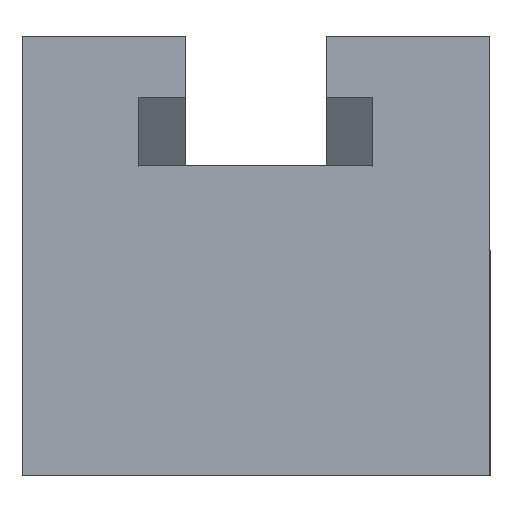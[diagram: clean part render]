
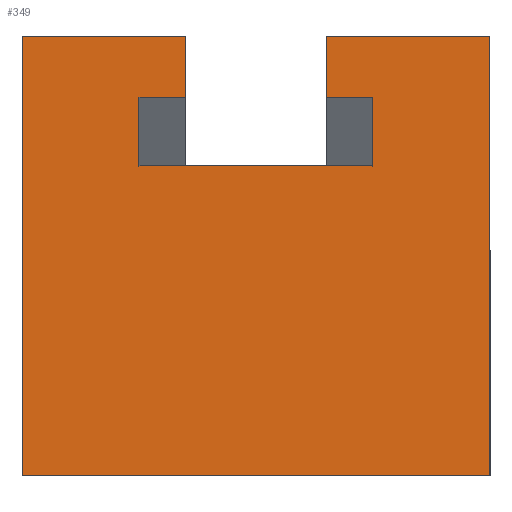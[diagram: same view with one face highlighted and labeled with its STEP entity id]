
A CAD part, left-side view. The second image highlights one B-rep face of the part: STEP entity #349.
In plain terms, the highlighted planar face has unit normal (-1, 0, 0).
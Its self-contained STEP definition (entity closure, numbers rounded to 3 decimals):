
#70=CARTESIAN_POINT('Vertex',(-100.,-50.,-94.)) ;
#73=CARTESIAN_POINT('Line Origine',(-100.,0.,-94.)) ;
#77=CARTESIAN_POINT('Vertex',(-100.,50.,-94.)) ;
#104=CARTESIAN_POINT('Line Origine',(-100.,50.,-47.)) ;
#108=CARTESIAN_POINT('Vertex',(-100.,50.,0.)) ;
#128=CARTESIAN_POINT('Line Origine',(-100.,-50.,-47.)) ;
#132=CARTESIAN_POINT('Vertex',(-100.,-50.,0.)) ;
#163=CARTESIAN_POINT('Vertex',(-100.,-15.,0.)) ;
#168=CARTESIAN_POINT('Line Origine',(-100.,-32.5,0.)) ;
#191=CARTESIAN_POINT('Vertex',(-100.,15.,0.)) ;
#199=CARTESIAN_POINT('Line Origine',(-100.,32.5,0.)) ;
#220=CARTESIAN_POINT('Vertex',(-100.,-15.,-13.068)) ;
#225=CARTESIAN_POINT('Line Origine',(-100.,-15.,-6.534)) ;
#247=CARTESIAN_POINT('Line Origine',(-100.,-20.,-13.068)) ;
#251=CARTESIAN_POINT('Vertex',(-100.,-25.,-13.068)) ;
#282=CARTESIAN_POINT('Vertex',(-100.,15.,-13.068)) ;
#292=CARTESIAN_POINT('Line Origine',(-100.,15.,-6.534)) ;
#304=CARTESIAN_POINT('Axis2P3D Location',(-100.,-50.,0.)) ;
#309=CARTESIAN_POINT('Line Origine',(-100.,-25.,-20.387)) ;
#313=CARTESIAN_POINT('Vertex',(-100.,-25.,-27.705)) ;
#316=CARTESIAN_POINT('Line Origine',(-100.,0.,-27.705)) ;
#320=CARTESIAN_POINT('Vertex',(-100.,25.,-27.705)) ;
#323=CARTESIAN_POINT('Line Origine',(-100.,25.,-20.387)) ;
#327=CARTESIAN_POINT('Vertex',(-100.,25.,-13.068)) ;
#330=CARTESIAN_POINT('Line Origine',(-100.,20.,-13.068)) ;
#74=DIRECTION('Vector Direction',(0.,1.,0.)) ;
#105=DIRECTION('Vector Direction',(0.,0.,-1.)) ;
#129=DIRECTION('Vector Direction',(0.,0.,-1.)) ;
#169=DIRECTION('Vector Direction',(0.,1.,0.)) ;
#200=DIRECTION('Vector Direction',(0.,1.,0.)) ;
#226=DIRECTION('Vector Direction',(0.,0.,-1.)) ;
#248=DIRECTION('Vector Direction',(0.,-1.,0.)) ;
#293=DIRECTION('Vector Direction',(0.,0.,-1.)) ;
#305=DIRECTION('Axis2P3D Direction',(-1.,0.,0.)) ;
#306=DIRECTION('Axis2P3D XDirection',(0.,1.,0.)) ;
#310=DIRECTION('Vector Direction',(0.,0.,-1.)) ;
#317=DIRECTION('Vector Direction',(0.,1.,0.)) ;
#324=DIRECTION('Vector Direction',(0.,0.,-1.)) ;
#331=DIRECTION('Vector Direction',(0.,1.,0.)) ;
#307=AXIS2_PLACEMENT_3D('Plane Axis2P3D',#304,#305,#306) ;
#336=ORIENTED_EDGE('',*,*,#296,.F.) ;
#337=ORIENTED_EDGE('',*,*,#203,.T.) ;
#338=ORIENTED_EDGE('',*,*,#110,.T.) ;
#339=ORIENTED_EDGE('',*,*,#79,.T.) ;
#340=ORIENTED_EDGE('',*,*,#134,.F.) ;
#341=ORIENTED_EDGE('',*,*,#172,.T.) ;
#342=ORIENTED_EDGE('',*,*,#229,.T.) ;
#343=ORIENTED_EDGE('',*,*,#253,.T.) ;
#344=ORIENTED_EDGE('',*,*,#315,.F.) ;
#345=ORIENTED_EDGE('',*,*,#322,.T.) ;
#346=ORIENTED_EDGE('',*,*,#329,.T.) ;
#347=ORIENTED_EDGE('',*,*,#334,.F.) ;
#75=VECTOR('Line Direction',#74,1.) ;
#106=VECTOR('Line Direction',#105,1.) ;
#130=VECTOR('Line Direction',#129,1.) ;
#170=VECTOR('Line Direction',#169,1.) ;
#201=VECTOR('Line Direction',#200,1.) ;
#227=VECTOR('Line Direction',#226,1.) ;
#249=VECTOR('Line Direction',#248,1.) ;
#294=VECTOR('Line Direction',#293,1.) ;
#311=VECTOR('Line Direction',#310,1.) ;
#318=VECTOR('Line Direction',#317,1.) ;
#325=VECTOR('Line Direction',#324,1.) ;
#332=VECTOR('Line Direction',#331,1.) ;
#349=ADVANCED_FACE('Body.2',(#348),#308,.T.) ;
#79=EDGE_CURVE('',#78,#71,#76,.F.) ;
#110=EDGE_CURVE('',#109,#78,#107,.T.) ;
#134=EDGE_CURVE('',#133,#71,#131,.T.) ;
#172=EDGE_CURVE('',#133,#164,#171,.T.) ;
#203=EDGE_CURVE('',#192,#109,#202,.T.) ;
#229=EDGE_CURVE('',#164,#221,#228,.T.) ;
#253=EDGE_CURVE('',#221,#252,#250,.T.) ;
#296=EDGE_CURVE('',#192,#283,#295,.T.) ;
#315=EDGE_CURVE('',#314,#252,#312,.F.) ;
#322=EDGE_CURVE('',#314,#321,#319,.T.) ;
#329=EDGE_CURVE('',#321,#328,#326,.F.) ;
#334=EDGE_CURVE('',#283,#328,#333,.T.) ;
#335=EDGE_LOOP('',(#336,#337,#338,#339,#340,#341,#342,#343,#344,#345,#346,#347)) ;
#348=FACE_OUTER_BOUND('',#335,.T.) ;
#76=LINE('Line',#73,#75) ;
#107=LINE('Line',#104,#106) ;
#131=LINE('Line',#128,#130) ;
#171=LINE('Line',#168,#170) ;
#202=LINE('Line',#199,#201) ;
#228=LINE('Line',#225,#227) ;
#250=LINE('Line',#247,#249) ;
#295=LINE('Line',#292,#294) ;
#312=LINE('Line',#309,#311) ;
#319=LINE('Line',#316,#318) ;
#326=LINE('Line',#323,#325) ;
#333=LINE('Line',#330,#332) ;
#308=PLANE('Plane',#307) ;
#71=VERTEX_POINT('',#70) ;
#78=VERTEX_POINT('',#77) ;
#109=VERTEX_POINT('',#108) ;
#133=VERTEX_POINT('',#132) ;
#164=VERTEX_POINT('',#163) ;
#192=VERTEX_POINT('',#191) ;
#221=VERTEX_POINT('',#220) ;
#252=VERTEX_POINT('',#251) ;
#283=VERTEX_POINT('',#282) ;
#314=VERTEX_POINT('',#313) ;
#321=VERTEX_POINT('',#320) ;
#328=VERTEX_POINT('',#327) ;
